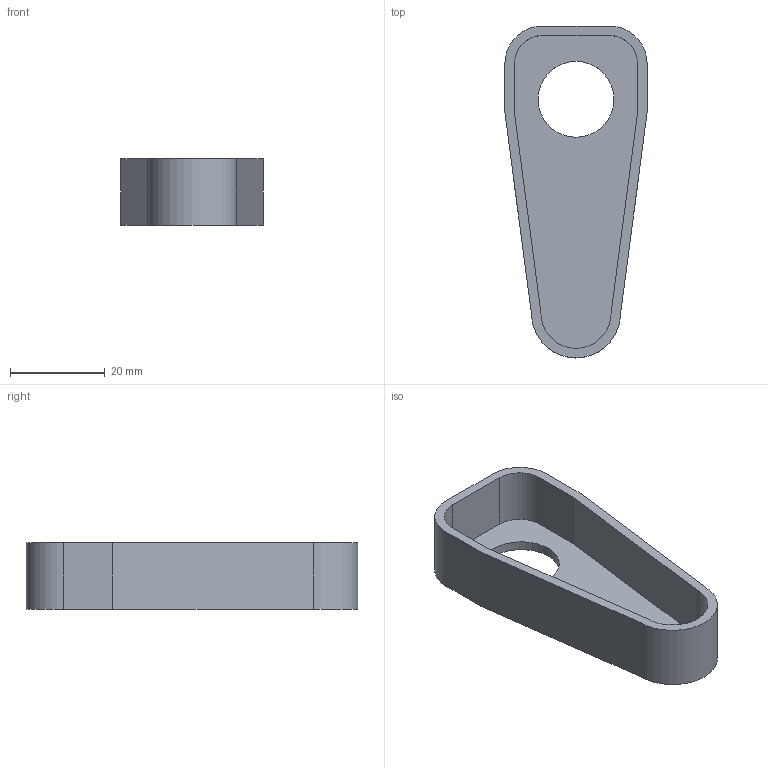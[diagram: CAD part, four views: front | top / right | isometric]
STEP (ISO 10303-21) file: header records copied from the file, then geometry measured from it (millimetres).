
FILE_DESCRIPTION((''),'2;1');
FILE_NAME('arm_pieza1.step','2015-03-28T17:26:50',('Usuario'),(''),'Autodesk Inventor 2013','Autodesk Inventor 2013','');
FILE_SCHEMA(('AUTOMOTIVE_DESIGN { 1 0 10303 214 1 1 1 1 }'));
Length unit declared in the file: millimetre
Products named in the file (1): arm_pieza1
Bounding box: 30 x 70 x 14 mm (x, y, z)
Volume: 7023.9 mm3; surface area: 7473.8 mm2
Topology: 1 solids, 1 shells, 20 faces, 51 edges, 34 vertices
Faces by surface type: plane 13, cylinder 7
Full cylindrical faces by diameter (mm): 16 x1
Entity records: 641 total; most frequent: DIRECTION 106, CARTESIAN_POINT 105, ORIENTED_EDGE 100, EDGE_CURVE 50, VECTOR 36, LINE 36, AXIS2_PLACEMENT_3D 35, VERTEX_POINT 34
